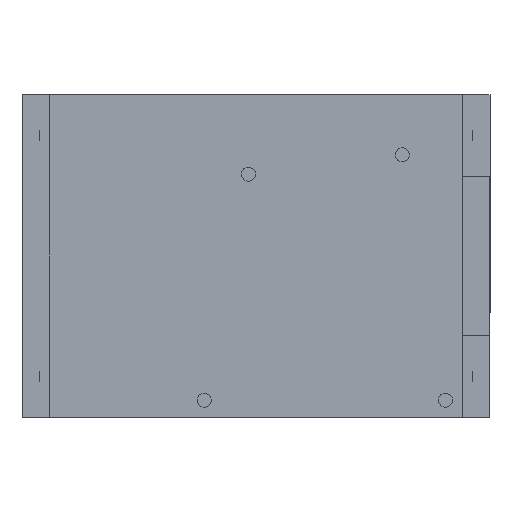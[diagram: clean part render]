
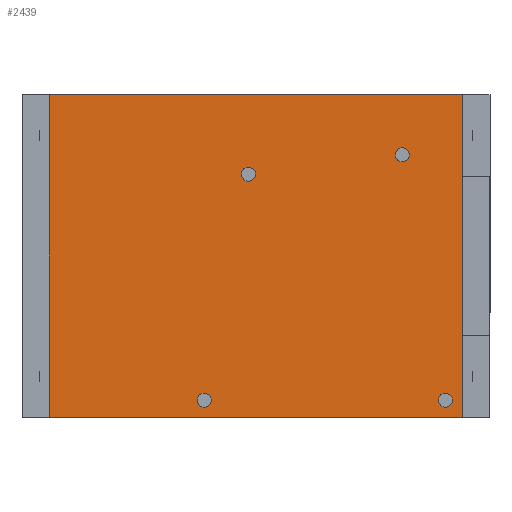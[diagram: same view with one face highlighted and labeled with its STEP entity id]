
A CAD part, front view. The second image highlights one B-rep face of the part: STEP entity #2439.
In plain terms, the highlighted planar face has unit normal (0, -1, 0).
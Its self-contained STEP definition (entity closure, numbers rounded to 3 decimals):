
#407 = EDGE_LOOP ( 'NONE', ( #3712, #3500, #3589, #3242 ) ) ;
#633 = EDGE_LOOP ( 'NONE', ( #3343, #3346 ) ) ;
#649 = EDGE_LOOP ( 'NONE', ( #3577, #3310 ) ) ;
#819 = CARTESIAN_POINT ( 'NONE',  ( 92., -8., -69.368 ) ) ;
#858 = CARTESIAN_POINT ( 'NONE',  ( 46.25, -8., -18.5 ) ) ;
#875 = DIRECTION ( 'NONE',  ( 0., 0., -1. ) ) ;
#878 = DIRECTION ( 'NONE',  ( 0., -1., 0. ) ) ;
#891 = DIRECTION ( 'NONE',  ( 0., -1., 0. ) ) ;
#894 = CARTESIAN_POINT ( 'NONE',  ( 36., -8., -71. ) ) ;
#902 = DIRECTION ( 'NONE',  ( 0., -1., 0. ) ) ;
#904 = DIRECTION ( 'NONE',  ( -1., 0., 0. ) ) ;
#924 = DIRECTION ( 'NONE',  ( 0., -1., 0. ) ) ;
#926 = CARTESIAN_POINT ( 'NONE',  ( 0., -8., 0. ) ) ;
#935 = DIRECTION ( 'NONE',  ( 0., 0., -1. ) ) ;
#942 = DIRECTION ( 'NONE',  ( 0., 0., -1. ) ) ;
#1005 = LINE ( 'NONE', #1223, #3899 ) ;
#1040 = DIRECTION ( 'NONE',  ( 0., -1., 0. ) ) ;
#1068 = DIRECTION ( 'NONE',  ( 0., 0., -1. ) ) ;
#1074 = LINE ( 'NONE', #1198, #3843 ) ;
#1088 = LINE ( 'NONE', #926, #3904 ) ;
#1092 = CARTESIAN_POINT ( 'NONE',  ( 92., -8., -71. ) ) ;
#1145 = DIRECTION ( 'NONE',  ( 0., -1., 0. ) ) ;
#1161 = CARTESIAN_POINT ( 'NONE',  ( 82., -8., -14. ) ) ;
#1169 = DIRECTION ( 'NONE',  ( 0., 0., -1. ) ) ;
#1190 = CARTESIAN_POINT ( 'NONE',  ( 82., -8., -14. ) ) ;
#1198 = CARTESIAN_POINT ( 'NONE',  ( 0., -8., -75. ) ) ;
#1223 = CARTESIAN_POINT ( 'NONE',  ( 0., -8., 0. ) ) ;
#1234 = DIRECTION ( 'NONE',  ( 1., 0., 0. ) ) ;
#1236 = CARTESIAN_POINT ( 'NONE',  ( 46.25, -8., -18.5 ) ) ;
#1331 = DIRECTION ( 'NONE',  ( 0., 0., -1. ) ) ;
#1356 = DIRECTION ( 'NONE',  ( 0., 0., -1. ) ) ;
#1613 = EDGE_CURVE ( 'NONE', #3230, #4368, #1625, .T. ) ;
#1618 = EDGE_CURVE ( 'NONE', #3384, #3708, #3660, .T. ) ;
#1625 = CIRCLE ( 'NONE', #3061, 1.632 ) ;
#1631 = EDGE_CURVE ( 'NONE', #3595, #3183, #1836, .T. ) ;
#1654 = CIRCLE ( 'NONE', #3914, 1.632 ) ;
#1674 = CIRCLE ( 'NONE', #3901, 1.632 ) ;
#1699 = CIRCLE ( 'NONE', #3912, 1.632 ) ;
#1735 = CIRCLE ( 'NONE', #3930, 1.632 ) ;
#1778 = EDGE_CURVE ( 'NONE', #3708, #3580, #1005, .T. ) ;
#1783 = EDGE_CURVE ( 'NONE', #4368, #3230, #1674, .T. ) ;
#1786 = EDGE_CURVE ( 'NONE', #3580, #3209, #1088, .T. ) ;
#1817 = EDGE_CURVE ( 'NONE', #3609, #3564, #1735, .T. ) ;
#1822 = EDGE_CURVE ( 'NONE', #3411, #3690, #1654, .T. ) ;
#1824 = EDGE_CURVE ( 'NONE', #3183, #3595, #1699, .T. ) ;
#1836 = CIRCLE ( 'NONE', #3067, 1.632 ) ;
#1839 = EDGE_CURVE ( 'NONE', #3564, #3609, #1890, .T. ) ;
#1842 = EDGE_CURVE ( 'NONE', #3690, #3411, #1885, .T. ) ;
#1844 = EDGE_CURVE ( 'NONE', #3209, #3384, #1074, .T. ) ;
#1885 = CIRCLE ( 'NONE', #3840, 1.632 ) ;
#1890 = CIRCLE ( 'NONE', #3839, 1.632 ) ;
#2439 = ADVANCED_FACE ( 'NONE', ( #4833, #4829, #4840, #4841, #4843 ), #2963, .T. ) ;
#2558 = CARTESIAN_POINT ( 'NONE',  ( 92., -8., -72.632 ) ) ;
#2608 = CARTESIAN_POINT ( 'NONE',  ( 82., -8., -15.632 ) ) ;
#2620 = DIRECTION ( 'NONE',  ( 0., -1., 0. ) ) ;
#2632 = CARTESIAN_POINT ( 'NONE',  ( 0., -8., 0. ) ) ;
#2681 = CARTESIAN_POINT ( 'NONE',  ( 36., -8., -69.368 ) ) ;
#2719 = DIRECTION ( 'NONE',  ( 0., 0., -1. ) ) ;
#2736 = CARTESIAN_POINT ( 'NONE',  ( 0., -8., -75. ) ) ;
#2746 = CARTESIAN_POINT ( 'NONE',  ( 46.25, -8., -20.132 ) ) ;
#2763 = CARTESIAN_POINT ( 'NONE',  ( 96., -8., 0. ) ) ;
#2937 = CARTESIAN_POINT ( 'NONE',  ( 82., -8., -12.368 ) ) ;
#2963 = PLANE ( 'NONE',  #4839 ) ;
#3019 = CARTESIAN_POINT ( 'NONE',  ( 36., -8., -72.632 ) ) ;
#3025 = CARTESIAN_POINT ( 'NONE',  ( 0., -8., 0. ) ) ;
#3027 = CARTESIAN_POINT ( 'NONE',  ( 46.25, -8., -16.868 ) ) ;
#3033 = CARTESIAN_POINT ( 'NONE',  ( 96., -8., -75. ) ) ;
#3044 = VECTOR ( 'NONE', #3279, 1000. ) ;
#3061 = AXIS2_PLACEMENT_3D ( 'NONE', #3673, #3664, #3283 ) ;
#3067 = AXIS2_PLACEMENT_3D ( 'NONE', #3651, #3469, #3657 ) ;
#3183 = VERTEX_POINT ( 'NONE', #2681 ) ;
#3209 = VERTEX_POINT ( 'NONE', #2736 ) ;
#3230 = VERTEX_POINT ( 'NONE', #2558 ) ;
#3242 = ORIENTED_EDGE ( 'NONE', *, *, #1778, .T. ) ;
#3279 = DIRECTION ( 'NONE',  ( 0., 0., 1. ) ) ;
#3283 = DIRECTION ( 'NONE',  ( 0., 0., -1. ) ) ;
#3310 = ORIENTED_EDGE ( 'NONE', *, *, #1824, .F. ) ;
#3328 = CARTESIAN_POINT ( 'NONE',  ( 96., -8., 0. ) ) ;
#3343 = ORIENTED_EDGE ( 'NONE', *, *, #1613, .F. ) ;
#3346 = ORIENTED_EDGE ( 'NONE', *, *, #1783, .F. ) ;
#3384 = VERTEX_POINT ( 'NONE', #3033 ) ;
#3411 = VERTEX_POINT ( 'NONE', #2937 ) ;
#3460 = ORIENTED_EDGE ( 'NONE', *, *, #1839, .F. ) ;
#3469 = DIRECTION ( 'NONE',  ( 0., -1., 0. ) ) ;
#3500 = ORIENTED_EDGE ( 'NONE', *, *, #1844, .T. ) ;
#3504 = ORIENTED_EDGE ( 'NONE', *, *, #1817, .F. ) ;
#3564 = VERTEX_POINT ( 'NONE', #2746 ) ;
#3577 = ORIENTED_EDGE ( 'NONE', *, *, #1631, .F. ) ;
#3580 = VERTEX_POINT ( 'NONE', #2632 ) ;
#3589 = ORIENTED_EDGE ( 'NONE', *, *, #1618, .T. ) ;
#3595 = VERTEX_POINT ( 'NONE', #3019 ) ;
#3606 = ORIENTED_EDGE ( 'NONE', *, *, #1842, .F. ) ;
#3609 = VERTEX_POINT ( 'NONE', #3027 ) ;
#3626 = ORIENTED_EDGE ( 'NONE', *, *, #1822, .F. ) ;
#3651 = CARTESIAN_POINT ( 'NONE',  ( 36., -8., -71. ) ) ;
#3657 = DIRECTION ( 'NONE',  ( 0., 0., -1. ) ) ;
#3660 = LINE ( 'NONE', #3328, #3044 ) ;
#3664 = DIRECTION ( 'NONE',  ( 0., -1., 0. ) ) ;
#3673 = CARTESIAN_POINT ( 'NONE',  ( 92., -8., -71. ) ) ;
#3690 = VERTEX_POINT ( 'NONE', #2608 ) ;
#3708 = VERTEX_POINT ( 'NONE', #2763 ) ;
#3712 = ORIENTED_EDGE ( 'NONE', *, *, #1786, .T. ) ;
#3839 = AXIS2_PLACEMENT_3D ( 'NONE', #858, #924, #1068 ) ;
#3840 = AXIS2_PLACEMENT_3D ( 'NONE', #1161, #902, #1331 ) ;
#3843 = VECTOR ( 'NONE', #1234, 1000. ) ;
#3899 = VECTOR ( 'NONE', #904, 1000. ) ;
#3901 = AXIS2_PLACEMENT_3D ( 'NONE', #1092, #891, #875 ) ;
#3904 = VECTOR ( 'NONE', #935, 1000. ) ;
#3912 = AXIS2_PLACEMENT_3D ( 'NONE', #894, #1145, #1356 ) ;
#3914 = AXIS2_PLACEMENT_3D ( 'NONE', #1190, #878, #942 ) ;
#3930 = AXIS2_PLACEMENT_3D ( 'NONE', #1236, #1040, #1169 ) ;
#4314 = EDGE_LOOP ( 'NONE', ( #3460, #3504 ) ) ;
#4368 = VERTEX_POINT ( 'NONE', #819 ) ;
#4437 = EDGE_LOOP ( 'NONE', ( #3606, #3626 ) ) ;
#4829 = FACE_BOUND ( 'NONE', #4437, .T. ) ;
#4833 = FACE_BOUND ( 'NONE', #633, .T. ) ;
#4839 = AXIS2_PLACEMENT_3D ( 'NONE', #3025, #2620, #2719 ) ;
#4840 = FACE_BOUND ( 'NONE', #4314, .T. ) ;
#4841 = FACE_BOUND ( 'NONE', #649, .T. ) ;
#4843 = FACE_OUTER_BOUND ( 'NONE', #407, .T. ) ;
